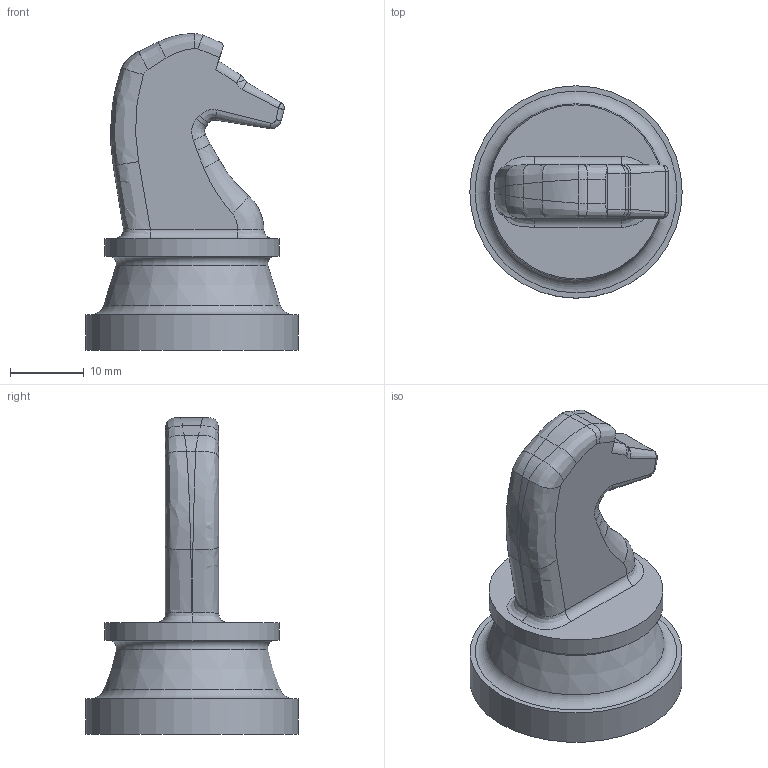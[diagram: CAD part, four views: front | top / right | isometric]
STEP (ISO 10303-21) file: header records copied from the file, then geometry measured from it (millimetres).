
FILE_DESCRIPTION(/* description */ (''),/* implementation_level */ '2;1');
FILE_NAME(/* name */ 'knight.stp',/* time_stamp */ '2024-02-07T14:35:21+01:00',/* author */ (''),/* organization */ (''),/* preprocessor_version */ 'ST-DEVELOPER v18.1',/* originating_system */ 'SIEMENS PLM Software NX 1961',/* authorisation */ '');
FILE_SCHEMA (('AUTOMOTIVE_DESIGN { 1 0 10303 214 3 1 1 1 }'));
Length unit declared in the file: millimetre
Products named in the file (1): knight
Bounding box: 28.74 x 28.74 x 42.86 mm (x, y, z)
Volume: 10439.1 mm3; surface area: 3716 mm2
Topology: 1 solids, 1 shells, 86 faces, 197 edges, 116 vertices
Faces by surface type: bspline 46, cylinder 18, plane 17, extrusion 2, torus 2, cone 1
Full cylindrical faces by diameter (mm): 23.552 x1, 28.743 x1
Entity records: 5085 total; most frequent: CARTESIAN_POINT 3658, ORIENTED_EDGE 376, EDGE_CURVE 188, DIRECTION 139, B_SPLINE_CURVE_WITH_KNOTS 120, VERTEX_POINT 112, EDGE_LOOP 94, ADVANCED_FACE 86
